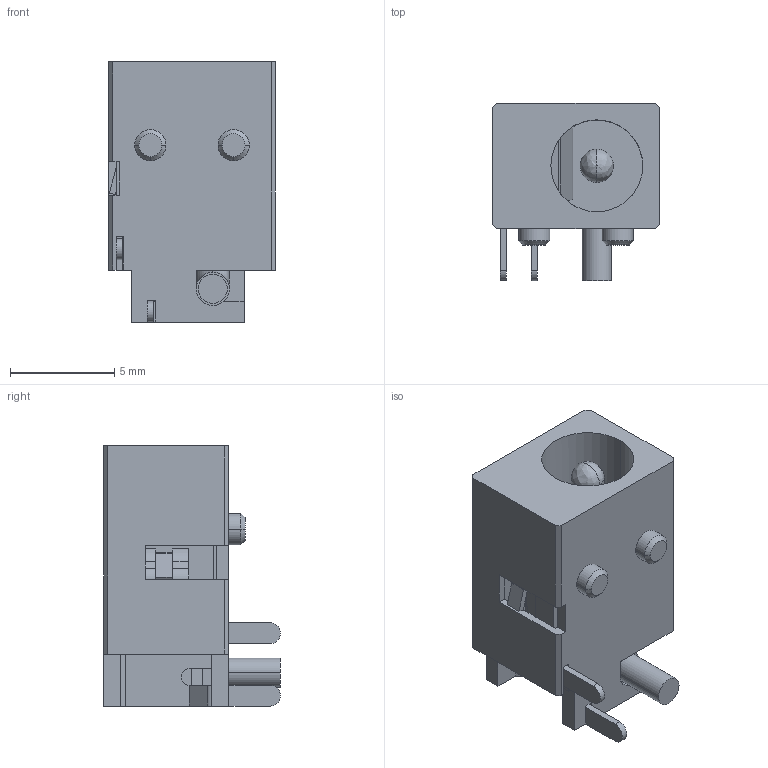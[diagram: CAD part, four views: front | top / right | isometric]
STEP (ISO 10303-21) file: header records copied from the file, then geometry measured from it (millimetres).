
FILE_DESCRIPTION (( 'STEP AP203' ), '1' );
FILE_NAME ('54-00288_revA.STEP', '2021-07-09T18:32:41', ( '' ), ( '' ), 'SwSTEP 2.0', 'SolidWorks 2021', '' );
FILE_SCHEMA (( 'CONFIG_CONTROL_DESIGN' ));
Length unit declared in the file: millimetre
Products named in the file (5): 54-00288_Spring; 54-00288_revA; 54-00288_Pin; 54-00288_Housing; 54-00288_Switch
Assembly tree (4 placements, depth 2):
  54-00288_revA
    54-00288_Housing
    54-00288_Pin
    54-00288_Spring
    54-00288_Switch
Bounding box: 8 x 8.5 x 12.5 mm (x, y, z)
Volume: 330.4 mm3; surface area: 969.8 mm2
Topology: 4 solids, 4 shells, 189 faces, 494 edges, 313 vertices
Faces by surface type: plane 143, cylinder 36, cone 6, bspline 2, torus 2
Entity records: 6340 total; most frequent: CARTESIAN_POINT 1151, ORIENTED_EDGE 988, DIRECTION 943, EDGE_CURVE 494, LINE 401, VECTOR 401, VERTEX_POINT 313, AXIS2_PLACEMENT_3D 271
